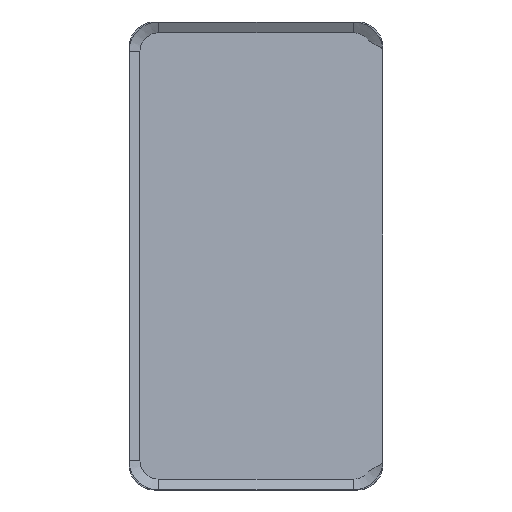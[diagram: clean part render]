
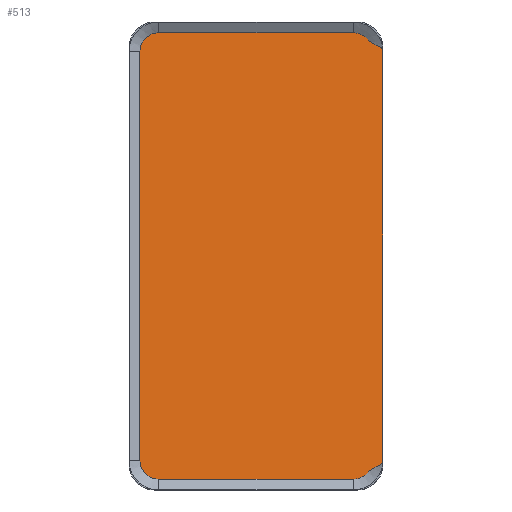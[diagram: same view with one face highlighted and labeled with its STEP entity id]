
A CAD part, top view. The second image highlights one B-rep face of the part: STEP entity #513.
In plain terms, the highlighted planar face has unit normal (0.144, 0, 0.99).
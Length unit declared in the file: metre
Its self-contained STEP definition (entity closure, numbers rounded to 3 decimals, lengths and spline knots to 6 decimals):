
#34=ELLIPSE('',#531,0.003537,0.0035);
#35=ELLIPSE('',#534,0.003537,0.0035);
#36=ELLIPSE('',#546,0.003537,0.0035);
#37=ELLIPSE('',#551,0.003537,0.0035);
#180=ORIENTED_EDGE('',*,*,#226,.T.);
#181=ORIENTED_EDGE('',*,*,#223,.T.);
#182=ORIENTED_EDGE('',*,*,#260,.T.);
#183=ORIENTED_EDGE('',*,*,#234,.F.);
#184=ORIENTED_EDGE('',*,*,#261,.T.);
#185=ORIENTED_EDGE('',*,*,#231,.T.);
#186=ORIENTED_EDGE('',*,*,#228,.F.);
#187=ORIENTED_EDGE('',*,*,#209,.T.);
#188=ORIENTED_EDGE('',*,*,#203,.F.);
#189=ORIENTED_EDGE('',*,*,#206,.T.);
#203=EDGE_CURVE('',#275,#276,#319,.T.);
#206=EDGE_CURVE('',#275,#278,#34,.T.);
#209=EDGE_CURVE('',#280,#276,#35,.T.);
#223=EDGE_CURVE('',#291,#290,#36,.T.);
#226=EDGE_CURVE('',#278,#291,#330,.T.);
#228=EDGE_CURVE('',#280,#293,#332,.T.);
#231=EDGE_CURVE('',#295,#293,#37,.T.);
#234=EDGE_CURVE('',#297,#298,#336,.T.);
#260=EDGE_CURVE('',#290,#298,#354,.F.);
#261=EDGE_CURVE('',#297,#295,#355,.F.);
#275=VERTEX_POINT('',#759);
#276=VERTEX_POINT('',#761);
#278=VERTEX_POINT('',#767);
#280=VERTEX_POINT('',#773);
#290=VERTEX_POINT('',#800);
#291=VERTEX_POINT('',#802);
#293=VERTEX_POINT('',#811);
#295=VERTEX_POINT('',#817);
#297=VERTEX_POINT('',#823);
#298=VERTEX_POINT('',#824);
#319=LINE('',#760,#369);
#330=LINE('',#807,#380);
#332=LINE('',#810,#382);
#336=LINE('',#822,#386);
#354=LINE('',#878,#404);
#355=LINE('',#880,#405);
#369=VECTOR('',#598,1.);
#380=VECTOR('',#647,1.);
#382=VECTOR('',#651,1.);
#386=VECTOR('',#663,1.);
#404=VECTOR('',#723,1.);
#405=VECTOR('',#726,1.);
#435=EDGE_LOOP('',(#180,#181,#182,#183,#184,#185,#186,#187,#188,#189));
#465=FACE_BOUND('',#435,.T.);
#483=PLANE('',#576);
#513=ADVANCED_FACE('',(#465),#483,.T.);
#531=AXIS2_PLACEMENT_3D('',#766,#603,#604);
#534=AXIS2_PLACEMENT_3D('',#772,#610,#611);
#546=AXIS2_PLACEMENT_3D('',#801,#640,#641);
#551=AXIS2_PLACEMENT_3D('',#816,#656,#657);
#576=AXIS2_PLACEMENT_3D('',#881,#727,#728);
#598=DIRECTION('',(0.,1.,0.));
#603=DIRECTION('',(0.144,0.,0.99));
#604=DIRECTION('',(0.99,0.,-0.144));
#610=DIRECTION('',(0.144,0.,0.99));
#611=DIRECTION('',(0.99,0.,-0.144));
#640=DIRECTION('',(0.144,0.,0.99));
#641=DIRECTION('',(0.99,0.,-0.144));
#647=DIRECTION('',(0.99,0.,-0.144));
#651=DIRECTION('',(0.99,0.,-0.144));
#656=DIRECTION('',(0.144,0.,0.99));
#657=DIRECTION('',(0.99,0.,-0.144));
#663=DIRECTION('',(0.,-1.,0.));
#723=DIRECTION('',(-0.873,-0.472,0.127));
#726=DIRECTION('',(0.873,-0.472,-0.127));
#727=DIRECTION('',(0.144,0.,0.99));
#728=DIRECTION('',(0.99,0.,-0.144));
#759=CARTESIAN_POINT('',(-0.010675,-0.025253,0.008));
#760=CARTESIAN_POINT('',(-0.010675,-0.028753,0.008));
#761=CARTESIAN_POINT('',(-0.010675,0.051147,0.008));
#766=CARTESIAN_POINT('',(-0.007175,-0.025253,0.007491));
#767=CARTESIAN_POINT('',(-0.007175,-0.028753,0.007491));
#772=CARTESIAN_POINT('',(-0.007175,0.051147,0.007491));
#773=CARTESIAN_POINT('',(-0.007175,0.054647,0.007491));
#800=CARTESIAN_POINT('',(0.032154,-0.02717,0.001774));
#801=CARTESIAN_POINT('',(0.029225,-0.025253,0.0022));
#802=CARTESIAN_POINT('',(0.029225,-0.028753,0.0022));
#807=CARTESIAN_POINT('',(0.010291,-0.028753,0.004952));
#810=CARTESIAN_POINT('',(0.010291,0.054647,0.004952));
#811=CARTESIAN_POINT('',(0.029225,0.054647,0.0022));
#816=CARTESIAN_POINT('',(0.029225,0.051147,0.0022));
#817=CARTESIAN_POINT('',(0.032154,0.053064,0.001774));
#822=CARTESIAN_POINT('',(0.034725,0.012947,0.0014));
#823=CARTESIAN_POINT('',(0.034725,0.051673,0.0014));
#824=CARTESIAN_POINT('',(0.034725,-0.025779,0.0014));
#878=CARTESIAN_POINT('',(0.031243,-0.027662,0.001906));
#880=CARTESIAN_POINT('',(0.034731,0.05167,0.001399));
#881=CARTESIAN_POINT('',(0.009675,-0.028983,0.005042));
